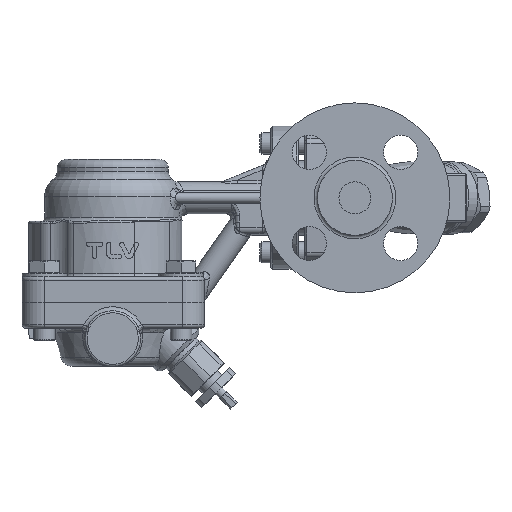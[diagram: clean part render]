
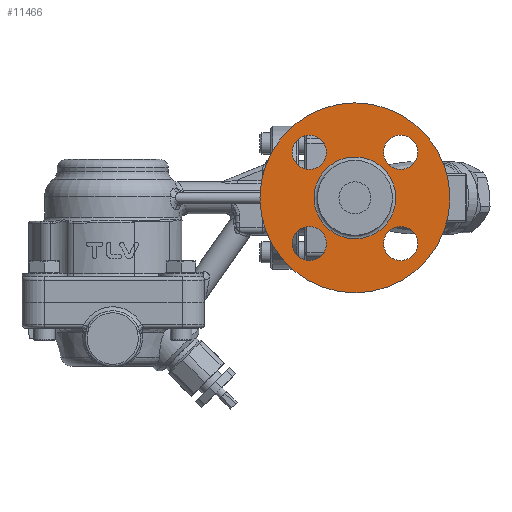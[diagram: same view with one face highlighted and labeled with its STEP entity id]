
A CAD part, front view. The second image highlights one B-rep face of the part: STEP entity #11466.
In plain terms, the highlighted planar face has unit normal (0, -1, 0).
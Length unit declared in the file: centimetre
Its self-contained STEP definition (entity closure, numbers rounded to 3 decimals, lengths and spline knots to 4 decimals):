
#480=FACE_BOUND('',#3243,.T.);
#481=FACE_BOUND('',#3244,.T.);
#482=FACE_BOUND('',#3245,.T.);
#483=FACE_BOUND('',#3246,.T.);
#484=FACE_BOUND('',#3247,.T.);
#1656=CIRCLE('',#12768,0.8);
#1658=CIRCLE('',#12771,0.8);
#1660=CIRCLE('',#12774,0.8);
#1662=CIRCLE('',#12777,0.8);
#1663=CIRCLE('',#12779,4.45);
#1664=CIRCLE('',#12780,1.915);
#2396=FACE_OUTER_BOUND('',#3242,.T.);
#3242=EDGE_LOOP('',(#10077));
#3243=EDGE_LOOP('',(#10078));
#3244=EDGE_LOOP('',(#10079));
#3245=EDGE_LOOP('',(#10080));
#3246=EDGE_LOOP('',(#10081));
#3247=EDGE_LOOP('',(#10082));
#5375=VERTEX_POINT('',#24714);
#5377=VERTEX_POINT('',#24719);
#5379=VERTEX_POINT('',#24724);
#5381=VERTEX_POINT('',#24729);
#5382=VERTEX_POINT('',#24732);
#5383=VERTEX_POINT('',#24734);
#6965=EDGE_CURVE('',#5375,#5375,#1656,.T.);
#6967=EDGE_CURVE('',#5377,#5377,#1658,.T.);
#6969=EDGE_CURVE('',#5379,#5379,#1660,.T.);
#6971=EDGE_CURVE('',#5381,#5381,#1662,.T.);
#6972=EDGE_CURVE('',#5382,#5382,#1663,.T.);
#6973=EDGE_CURVE('',#5383,#5383,#1664,.T.);
#10077=ORIENTED_EDGE('',*,*,#6972,.F.);
#10078=ORIENTED_EDGE('',*,*,#6965,.T.);
#10079=ORIENTED_EDGE('',*,*,#6967,.T.);
#10080=ORIENTED_EDGE('',*,*,#6969,.T.);
#10081=ORIENTED_EDGE('',*,*,#6971,.T.);
#10082=ORIENTED_EDGE('',*,*,#6973,.F.);
#10431=PLANE('',#12778);
#11466=ADVANCED_FACE('',(#2396,#480,#481,#482,#483,#484),#10431,.T.);
#12768=AXIS2_PLACEMENT_3D('',#24715,#15850,#15851);
#12771=AXIS2_PLACEMENT_3D('',#24720,#15856,#15857);
#12774=AXIS2_PLACEMENT_3D('',#24725,#15862,#15863);
#12777=AXIS2_PLACEMENT_3D('',#24730,#15868,#15869);
#12778=AXIS2_PLACEMENT_3D('',#24731,#15870,#15871);
#12779=AXIS2_PLACEMENT_3D('',#24733,#15872,#15873);
#12780=AXIS2_PLACEMENT_3D('',#24735,#15874,#15875);
#15850=DIRECTION('center_axis',(0.,1.,0.));
#15851=DIRECTION('ref_axis',(-1.,0.,0.));
#15856=DIRECTION('center_axis',(0.,1.,0.));
#15857=DIRECTION('ref_axis',(0.,0.,
-1.));
#15862=DIRECTION('center_axis',(0.,1.,0.));
#15863=DIRECTION('ref_axis',(1.,0.,0.));
#15868=DIRECTION('center_axis',(0.,1.,0.));
#15869=DIRECTION('ref_axis',(0.,0.,
1.));
#15870=DIRECTION('center_axis',(0.,-1.,0.));
#15871=DIRECTION('ref_axis',(1.,0.,0.));
#15872=DIRECTION('center_axis',(0.,1.,0.));
#15873=DIRECTION('ref_axis',(-1.,0.,0.));
#15874=DIRECTION('center_axis',(0.,-1.,0.));
#15875=DIRECTION('ref_axis',(-1.,0.,0.));
#24714=CARTESIAN_POINT('',(7.1869,0.2171,-4.3769));
#24715=CARTESIAN_POINT('Origin',(6.3869,0.2171,-4.3769));
#24719=CARTESIAN_POINT('',(10.6649,0.2171,-3.5769));
#24720=CARTESIAN_POINT('Origin',(10.6649,0.2171,-4.3769));
#24724=CARTESIAN_POINT('',(9.8649,0.2171,-0.0989));
#24725=CARTESIAN_POINT('Origin',(10.6649,0.2171,-0.0989));
#24729=CARTESIAN_POINT('',(6.3869,0.2171,-0.8989));
#24730=CARTESIAN_POINT('Origin',(6.3869,0.2171,-0.0989));
#24731=CARTESIAN_POINT('Origin',(8.5259,0.2171,-2.2379));
#24732=CARTESIAN_POINT('',(12.9759,0.2171,-2.2379));
#24733=CARTESIAN_POINT('Origin',(8.5259,0.2171,-2.2379));
#24734=CARTESIAN_POINT('',(10.4409,0.2171,-2.2379));
#24735=CARTESIAN_POINT('Origin',(8.5259,0.2171,-2.2379));
